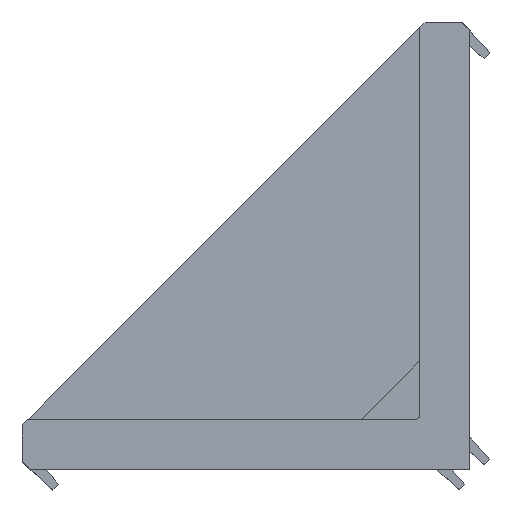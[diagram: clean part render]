
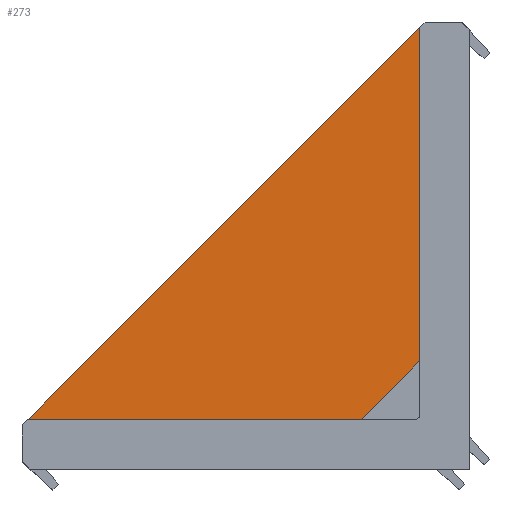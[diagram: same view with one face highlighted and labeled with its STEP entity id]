
A CAD part, top view. The second image highlights one B-rep face of the part: STEP entity #273.
In plain terms, the highlighted planar face has unit normal (-0.012, 0.012, 1).
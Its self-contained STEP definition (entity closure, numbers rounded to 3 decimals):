
#43 = VERTEX_POINT ( 'NONE', #3674 ) ;
#58 = VERTEX_POINT ( 'NONE', #3656 ) ;
#248 = EDGE_CURVE ( 'NONE', #43, #249, #719, .T. ) ;
#249 = VERTEX_POINT ( 'NONE', #740 ) ;
#262 = ORIENTED_EDGE ( 'NONE', *, *, #847, .T. ) ;
#264 = EDGE_LOOP ( 'NONE', ( #266, #268, #278, #262 ) ) ;
#266 = ORIENTED_EDGE ( 'NONE', *, *, #248, .T. ) ;
#267 = VERTEX_POINT ( 'NONE', #777 ) ;
#268 = ORIENTED_EDGE ( 'NONE', *, *, #272, .T. ) ;
#270 = EDGE_CURVE ( 'NONE', #267, #58, #767, .T. ) ;
#272 = EDGE_CURVE ( 'NONE', #249, #267, #755, .T. ) ;
#273 = ADVANCED_FACE ( 'NONE', ( #762 ), #761, .T. ) ;
#278 = ORIENTED_EDGE ( 'NONE', *, *, #270, .T. ) ;
#714 = CARTESIAN_POINT ( 'NONE',  ( -86., 8.5, -15.5 ) ) ;
#718 = CARTESIAN_POINT ( 'NONE',  ( -9.5, 10.5, -14.58 ) ) ;
#719 = LINE ( 'NONE', #718, #781 ) ;
#720 = CARTESIAN_POINT ( 'NONE',  ( -85., 9.5, -15.5 ) ) ;
#740 = CARTESIAN_POINT ( 'NONE',  ( -9.5, 85., -15.5 ) ) ;
#753 = DIRECTION ( 'NONE',  ( -0.707, -0.707, 0. ) ) ;
#754 = VECTOR ( 'NONE', #753, 1000. ) ;
#755 = LINE ( 'NONE', #768, #754 ) ;
#756 = DIRECTION ( 'NONE',  ( -0.012, 0.012, 1. ) ) ;
#757 = AXIS2_PLACEMENT_3D ( 'NONE', #714, #756, #764 ) ;
#761 = PLANE ( 'NONE',  #757 ) ;
#762 = FACE_OUTER_BOUND ( 'NONE', #264, .T. ) ;
#764 = DIRECTION ( 'NONE',  ( 1., 0., 0.012 ) ) ;
#765 = DIRECTION ( 'NONE',  ( 1., 0., 0.012 ) ) ;
#766 = VECTOR ( 'NONE', #765, 1000. ) ;
#767 = LINE ( 'NONE', #720, #766 ) ;
#768 = CARTESIAN_POINT ( 'NONE',  ( -86., 8.5, -15.5 ) ) ;
#777 = CARTESIAN_POINT ( 'NONE',  ( -85., 9.5, -15.5 ) ) ;
#780 = DIRECTION ( 'NONE',  ( 0., 1., -0.012 ) ) ;
#781 = VECTOR ( 'NONE', #780, 1000. ) ;
#847 = EDGE_CURVE ( 'NONE', #58, #43, #1085, .T. ) ;
#1085 =( BOUNDED_CURVE ( )  B_SPLINE_CURVE ( 3, ( #1336, #1365, #1353, #1352 ),
 .UNSPECIFIED., .F., .F. ) 
 B_SPLINE_CURVE_WITH_KNOTS ( ( 4, 4 ),
 ( 2.356, 3.927 ),
 .UNSPECIFIED. ) 
 CURVE ( )  GEOMETRIC_REPRESENTATION_ITEM ( )  RATIONAL_B_SPLINE_CURVE ( ( 1., 0.805, 0.805, 1. ) ) 
 REPRESENTATION_ITEM ( '' )  );
#1336 = CARTESIAN_POINT ( 'NONE',  ( -10.5, 9.5, -14.58 ) ) ;
#1352 = CARTESIAN_POINT ( 'NONE',  ( -9.5, 10.5, -14.58 ) ) ;
#1353 = CARTESIAN_POINT ( 'NONE',  ( -9.5, 9.914, -14.573 ) ) ;
#1365 = CARTESIAN_POINT ( 'NONE',  ( -9.914, 9.5, -14.573 ) ) ;
#3656 = CARTESIAN_POINT ( 'NONE',  ( -10.5, 9.5, -14.58 ) ) ;
#3674 = CARTESIAN_POINT ( 'NONE',  ( -9.5, 10.5, -14.58 ) ) ;
